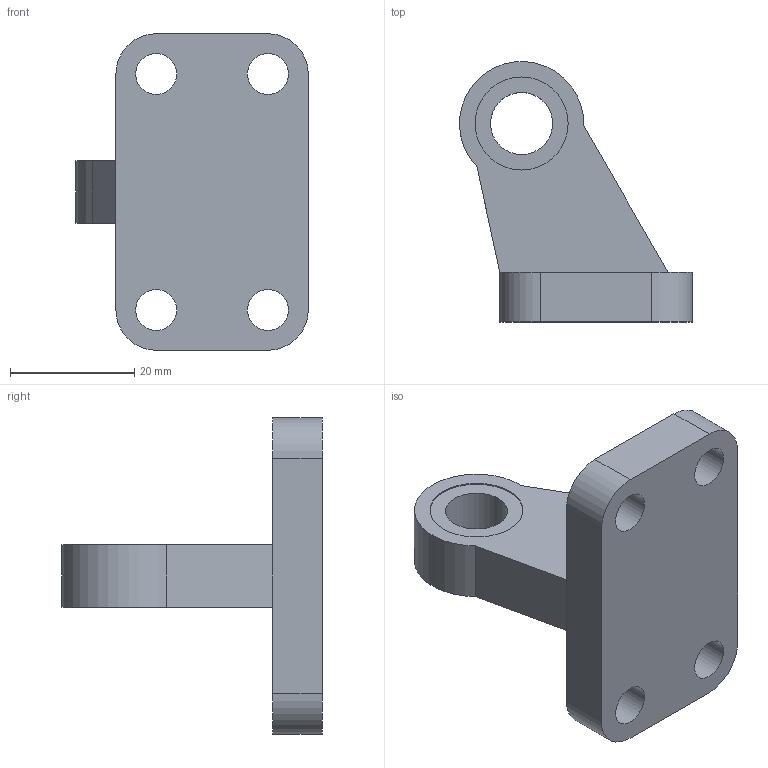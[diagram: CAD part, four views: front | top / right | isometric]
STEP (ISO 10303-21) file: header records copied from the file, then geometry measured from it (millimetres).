
FILE_DESCRIPTION(/* description */ ('STEP AP214'),/* implementation_level */ '2;1');
FILE_NAME(/* name */ '197320_CRLMC-32',/* time_stamp */ '2024-08-08T18:49:15+02:00',/* author */ ('License CC BY-ND 4.0'),/* organization */ ('CADENAS'),/* preprocessor_version */ 'ST-DEVELOPER v19.3',/* originating_system */ 'PARTsolutions',/* authorisation */ ' ');
FILE_SCHEMA (('AUTOMOTIVE_DESIGN {1 0 10303 214 3 1 1}'));
Length unit declared in the file: millimetre
Products named in the file (1): 197320 CRLMC-32
Bounding box: 37.47 x 41.98 x 51 mm (x, y, z)
Volume: 17567 mm3; surface area: 6861.7 mm2
Topology: 1 solids, 1 shells, 24 faces, 58 edges, 38 vertices
Faces by surface type: plane 12, cylinder 12
Full cylindrical faces by diameter (mm): 6.6 x4, 10 x1, 15 x2
Entity records: 887 total; most frequent: DIRECTION 125, CARTESIAN_POINT 114, ORIENTED_EDGE 102, EDGE_CURVE 51, AXIS2_PLACEMENT_3D 49, EDGE_LOOP 43, FACE_BOUND 43, VERTEX_POINT 38
